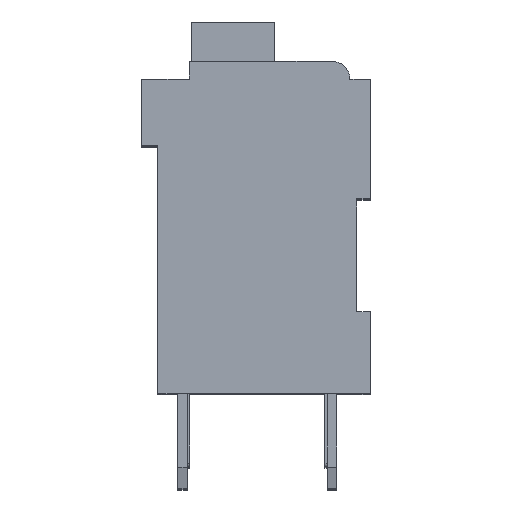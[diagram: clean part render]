
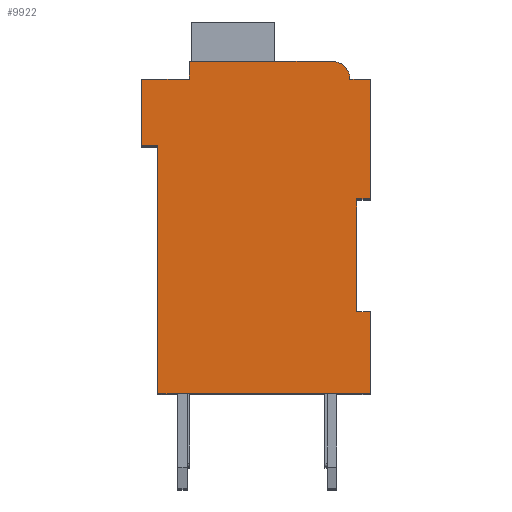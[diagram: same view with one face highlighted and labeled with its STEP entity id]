
A CAD part, top view. The second image highlights one B-rep face of the part: STEP entity #9922.
In plain terms, the highlighted planar face has unit normal (0, 0, 1).
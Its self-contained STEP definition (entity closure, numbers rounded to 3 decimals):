
#1146=DIRECTION('',(1.,0.,0.));
#1147=VECTOR('',#1146,0.5);
#1148=CARTESIAN_POINT('',(7.3,7.15,2.1));
#1149=LINE('',#1148,#1147);
#1150=DIRECTION('',(0.,1.,0.));
#1151=VECTOR('',#1150,4.15);
#1152=CARTESIAN_POINT('',(7.3,3.,2.1));
#1153=LINE('',#1152,#1151);
#1154=DIRECTION('',(-1.,0.,0.));
#1155=VECTOR('',#1154,0.5);
#1156=CARTESIAN_POINT('',(7.8,3.,2.1));
#1157=LINE('',#1156,#1155);
#1158=DIRECTION('',(0.,1.,0.));
#1159=VECTOR('',#1158,3.);
#1160=CARTESIAN_POINT('',(7.8,0.,2.1));
#1161=LINE('',#1160,#1159);
#1162=DIRECTION('',(1.,0.,0.));
#1163=VECTOR('',#1162,7.8);
#1164=CARTESIAN_POINT('',(0.,0.,2.1));
#1165=LINE('',#1164,#1163);
#1166=DIRECTION('',(0.,-1.,0.));
#1167=VECTOR('',#1166,9.1);
#1168=CARTESIAN_POINT('',(0.,9.1,2.1));
#1169=LINE('',#1168,#1167);
#1170=DIRECTION('',(1.,0.,0.));
#1171=VECTOR('',#1170,0.6);
#1172=CARTESIAN_POINT('',(-0.6,9.1,2.1));
#1173=LINE('',#1172,#1171);
#1174=DIRECTION('',(0.,-1.,0.));
#1175=VECTOR('',#1174,2.45);
#1176=CARTESIAN_POINT('',(-0.6,11.55,2.1));
#1177=LINE('',#1176,#1175);
#1178=DIRECTION('',(-1.,0.,0.));
#1179=VECTOR('',#1178,1.75);
#1180=CARTESIAN_POINT('',(1.15,11.55,2.1));
#1181=LINE('',#1180,#1179);
#1182=DIRECTION('',(0.,-1.,0.));
#1183=VECTOR('',#1182,0.65);
#1184=CARTESIAN_POINT('',(1.15,12.2,2.1));
#1185=LINE('',#1184,#1183);
#1186=DIRECTION('',(-1.,0.,0.));
#1187=VECTOR('',#1186,5.25);
#1188=CARTESIAN_POINT('',(6.4,12.2,2.1));
#1189=LINE('',#1188,#1187);
#1190=CARTESIAN_POINT('',(6.4,11.55,2.1));
#1191=DIRECTION('',(0.,0.,1.));
#1192=DIRECTION('',(1.,0.,0.));
#1193=AXIS2_PLACEMENT_3D('',#1190,#1191,#1192);
#1195=DIRECTION('',(-1.,0.,0.));
#1196=VECTOR('',#1195,0.75);
#1197=CARTESIAN_POINT('',(7.8,11.55,2.1));
#1198=LINE('',#1197,#1196);
#1199=DIRECTION('',(0.,1.,0.));
#1200=VECTOR('',#1199,4.4);
#1201=CARTESIAN_POINT('',(7.8,7.15,2.1));
#1202=LINE('',#1201,#1200);
#6658=CARTESIAN_POINT('',(7.3,7.15,2.1));
#6659=CARTESIAN_POINT('',(7.8,7.15,2.1));
#6660=VERTEX_POINT('',#6658);
#6661=VERTEX_POINT('',#6659);
#6662=CARTESIAN_POINT('',(7.8,11.55,2.1));
#6663=VERTEX_POINT('',#6662);
#6664=CARTESIAN_POINT('',(7.05,11.55,2.1));
#6665=VERTEX_POINT('',#6664);
#6666=CARTESIAN_POINT('',(6.4,12.2,2.1));
#6667=VERTEX_POINT('',#6666);
#6668=CARTESIAN_POINT('',(1.15,12.2,2.1));
#6669=VERTEX_POINT('',#6668);
#6670=CARTESIAN_POINT('',(1.15,11.55,2.1));
#6671=VERTEX_POINT('',#6670);
#6672=CARTESIAN_POINT('',(-0.6,11.55,2.1));
#6673=VERTEX_POINT('',#6672);
#6674=CARTESIAN_POINT('',(-0.6,9.1,2.1));
#6675=VERTEX_POINT('',#6674);
#6676=CARTESIAN_POINT('',(0.,9.1,2.1));
#6677=VERTEX_POINT('',#6676);
#6678=CARTESIAN_POINT('',(0.,0.,2.1));
#6679=VERTEX_POINT('',#6678);
#6680=CARTESIAN_POINT('',(7.8,0.,2.1));
#6681=VERTEX_POINT('',#6680);
#6682=CARTESIAN_POINT('',(7.8,3.,2.1));
#6683=VERTEX_POINT('',#6682);
#6684=CARTESIAN_POINT('',(7.3,3.,2.1));
#6685=VERTEX_POINT('',#6684);
#9892=CARTESIAN_POINT('',(0.,0.,2.1));
#9893=DIRECTION('',(0.,0.,1.));
#9894=DIRECTION('',(1.,0.,0.));
#9895=AXIS2_PLACEMENT_3D('',#9892,#9893,#9894);
#9896=PLANE('',#9895);
#9897=ORIENTED_EDGE('',*,*,#8747,.F.);
#9898=ORIENTED_EDGE('',*,*,#9111,.F.);
#9900=ORIENTED_EDGE('',*,*,#9899,.F.);
#9902=ORIENTED_EDGE('',*,*,#9901,.F.);
#9903=ORIENTED_EDGE('',*,*,#9322,.F.);
#9904=ORIENTED_EDGE('',*,*,#9255,.F.);
#9906=ORIENTED_EDGE('',*,*,#9905,.F.);
#9908=ORIENTED_EDGE('',*,*,#9907,.F.);
#9910=ORIENTED_EDGE('',*,*,#9909,.F.);
#9912=ORIENTED_EDGE('',*,*,#9911,.F.);
#9914=ORIENTED_EDGE('',*,*,#9913,.F.);
#9916=ORIENTED_EDGE('',*,*,#9915,.F.);
#9918=ORIENTED_EDGE('',*,*,#9917,.F.);
#9919=ORIENTED_EDGE('',*,*,#8947,.F.);
#9920=EDGE_LOOP('',(#9897,#9898,#9900,#9902,#9903,#9904,#9906,#9908,#9910,#9912,
#9914,#9916,#9918,#9919));
#9921=FACE_OUTER_BOUND('',#9920,.F.);
#1194=CIRCLE('',#1193,0.65);
#8747=EDGE_CURVE('',#6660,#6661,#1149,.T.);
#8947=EDGE_CURVE('',#6661,#6663,#1202,.T.);
#9111=EDGE_CURVE('',#6685,#6660,#1153,.T.);
#9255=EDGE_CURVE('',#6677,#6679,#1169,.T.);
#9322=EDGE_CURVE('',#6679,#6681,#1165,.T.);
#9899=EDGE_CURVE('',#6683,#6685,#1157,.T.);
#9901=EDGE_CURVE('',#6681,#6683,#1161,.T.);
#9905=EDGE_CURVE('',#6675,#6677,#1173,.T.);
#9907=EDGE_CURVE('',#6673,#6675,#1177,.T.);
#9909=EDGE_CURVE('',#6671,#6673,#1181,.T.);
#9911=EDGE_CURVE('',#6669,#6671,#1185,.T.);
#9913=EDGE_CURVE('',#6667,#6669,#1189,.T.);
#9915=EDGE_CURVE('',#6665,#6667,#1194,.T.);
#9917=EDGE_CURVE('',#6663,#6665,#1198,.T.);
#9922=ADVANCED_FACE('',(#9921),#9896,.T.);
